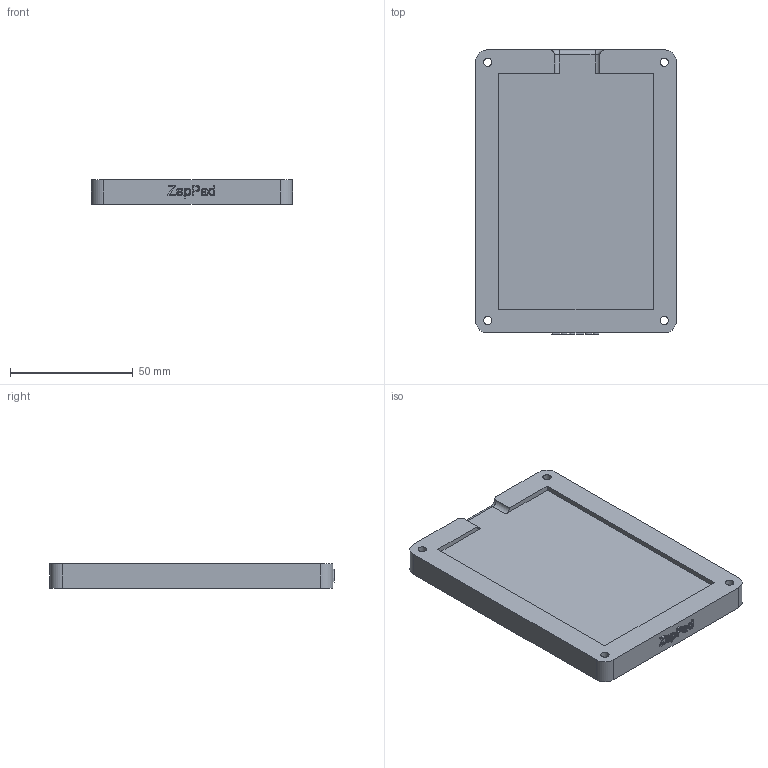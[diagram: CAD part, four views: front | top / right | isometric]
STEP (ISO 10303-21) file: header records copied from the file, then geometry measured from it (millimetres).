
FILE_DESCRIPTION(/* description */ (''),/* implementation_level */ '2;1');
FILE_NAME(/* name */ 'Top Plate.step',/* time_stamp */ '2025-06-01T14:20:32-04:00',/* author */ (''),/* organization */ (''),/* preprocessor_version */ 'ST-DEVELOPER v20.1',/* originating_system */ 'Autodesk Translation Framework v14.10.0.0',/* authorisation */ '');
FILE_SCHEMA (('AUTOMOTIVE_DESIGN { 1 0 10303 214 3 1 1 }'));
Length unit declared in the file: millimetre
Products named in the file (2): 2025-05-31-10-49-38-677; 2025-05-31-10-51-18-276
Assembly tree (1 placements, depth 2):
  2025-05-31-10-49-38-677
    2025-05-31-10-51-18-276
Bounding box: 81.91 x 115.75 x 10 mm (x, y, z)
Volume: 81137.3 mm3; surface area: 23778 mm2
Topology: 1 solids, 1 shells, 194 faces, 529 edges, 352 vertices
Faces by surface type: bspline 113, plane 64, cylinder 15, torus 2
Full cylindrical faces by diameter (mm): 3.4 x4, 6 x4
Entity records: 7253 total; most frequent: CARTESIAN_POINT 3000, ORIENTED_EDGE 1058, EDGE_CURVE 529, DIRECTION 507, VERTEX_POINT 352, LINE 269, VECTOR 269, B_SPLINE_CURVE_WITH_KNOTS 226
